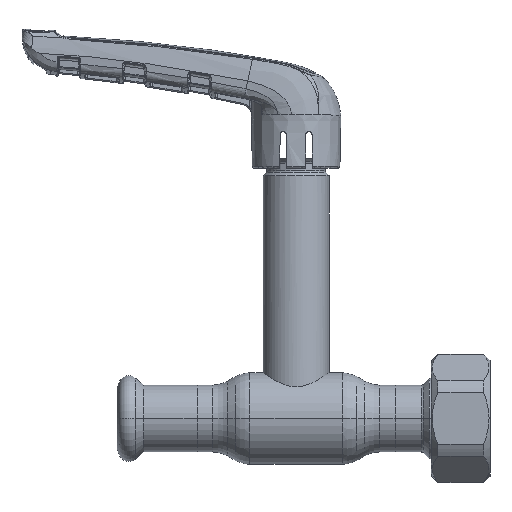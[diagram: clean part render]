
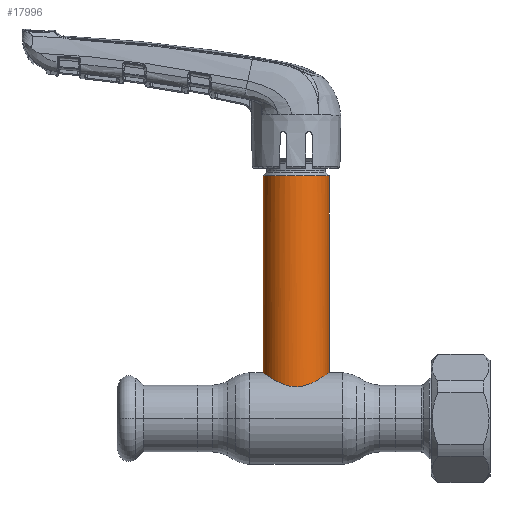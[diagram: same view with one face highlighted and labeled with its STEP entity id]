
A CAD part, top view. The second image highlights one B-rep face of the part: STEP entity #17996.
In plain terms, the highlighted cylindrical face has radius 9 mm (diameter 18 mm), a partial arc.
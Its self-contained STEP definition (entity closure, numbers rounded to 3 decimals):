
#171 = VERTEX_POINT ( 'NONE', #33954 ) ;
#2069 = DIRECTION ( 'NONE',  ( 0., -1., 0. ) ) ;
#2294 = CARTESIAN_POINT ( 'NONE',  ( 8.688, 12.277, 2.426 ) ) ;
#2710 = CARTESIAN_POINT ( 'NONE',  ( -7.101, 11.208, 5.56 ) ) ;
#2926 = CARTESIAN_POINT ( 'NONE',  ( 7.268, 11.316, 5.316 ) ) ;
#3135 = CARTESIAN_POINT ( 'NONE',  ( 0.617, 8.691, 8.984 ) ) ;
#3904 = LINE ( 'NONE', #55431, #29873 ) ;
#6584 = CARTESIAN_POINT ( 'NONE',  ( -9., 12.5, 0.621 ) ) ;
#7230 = VERTEX_POINT ( 'NONE', #19731 ) ;
#7412 = CARTESIAN_POINT ( 'NONE',  ( -8.156, 11.907, 3.816 ) ) ;
#7632 = CARTESIAN_POINT ( 'NONE',  ( 9., 12.5, 0.306 ) ) ;
#7837 = CARTESIAN_POINT ( 'NONE',  ( 8.874, 12.409, 1.533 ) ) ;
#8057 = CARTESIAN_POINT ( 'NONE',  ( 4.551, 9.793, 7.77 ) ) ;
#11268 = CARTESIAN_POINT ( 'NONE',  ( 9., 12.5, 0. ) ) ;
#12121 = CARTESIAN_POINT ( 'NONE',  ( -2.114, 8.924, 8.753 ) ) ;
#12743 = CARTESIAN_POINT ( 'NONE',  ( -8.676, 12.268, 2.414 ) ) ;
#12947 = CARTESIAN_POINT ( 'NONE',  ( 9., 12.5, 0. ) ) ;
#17272 = ORIENTED_EDGE ( 'NONE', *, *, #24899, .T. ) ;
#17447 = CARTESIAN_POINT ( 'NONE',  ( -4.549, 9.787, 7.786 ) ) ;
#17474 = DIRECTION ( 'NONE',  ( 0., -1., 0. ) ) ;
#17656 = CARTESIAN_POINT ( 'NONE',  ( -1.224, 8.755, 8.922 ) ) ;
#17710 = FACE_OUTER_BOUND ( 'NONE', #31184, .T. ) ;
#17867 = CARTESIAN_POINT ( 'NONE',  ( 6.731, 10.979, 5.981 ) ) ;
#17996 = ADVANCED_FACE ( 'NONE', ( #17710 ), #29151, .T. ) ;
#18095 = CARTESIAN_POINT ( 'NONE',  ( 9., 0., 0. ) ) ;
#19321 = DIRECTION ( 'NONE',  ( 0., -1., 0. ) ) ;
#19714 = ORIENTED_EDGE ( 'NONE', *, *, #43921, .T. ) ;
#19731 = CARTESIAN_POINT ( 'NONE',  ( -9., 12.5, 0. ) ) ;
#21947 = CARTESIAN_POINT ( 'NONE',  ( 7.096, 11.206, 5.543 ) ) ;
#22161 = CARTESIAN_POINT ( 'NONE',  ( -4.05, 9.561, 8.058 ) ) ;
#22366 = CARTESIAN_POINT ( 'NONE',  ( 3.784, 9.461, 8.171 ) ) ;
#22581 = CARTESIAN_POINT ( 'NONE',  ( -8.027, 11.819, 4.08 ) ) ;
#23151 = ORIENTED_EDGE ( 'NONE', *, *, #59806, .T. ) ;
#24899 = EDGE_CURVE ( 'NONE', #171, #7230, #3904, .T. ) ;
#26855 = CARTESIAN_POINT ( 'NONE',  ( 8.921, 12.443, 1.229 ) ) ;
#27056 = CARTESIAN_POINT ( 'NONE',  ( 2.419, 8.987, 8.69 ) ) ;
#27272 = CARTESIAN_POINT ( 'NONE',  ( 5.496, 10.261, 7.15 ) ) ;
#27475 = CARTESIAN_POINT ( 'NONE',  ( -1.525, 8.803, 8.875 ) ) ;
#27680 = CARTESIAN_POINT ( 'NONE',  ( -8.752, 12.323, 2.119 ) ) ;
#29151 = CYLINDRICAL_SURFACE ( 'NONE', #36220, 9. ) ;
#29873 = VECTOR ( 'NONE', #2069, 1000. ) ;
#30830 = CARTESIAN_POINT ( 'NONE',  ( 9., 66.219, 0. ) ) ;
#31184 = EDGE_LOOP ( 'NONE', ( #60628, #19714, #17272, #23151 ) ) ;
#31412 = DIRECTION ( 'NONE',  ( -1., 0., 0. ) ) ;
#31748 = CARTESIAN_POINT ( 'NONE',  ( -0.301, 8.674, 9. ) ) ;
#31972 = CARTESIAN_POINT ( 'NONE',  ( 8.034, 11.823, 4.099 ) ) ;
#32180 = CARTESIAN_POINT ( 'NONE',  ( -2.97, 9.165, 8.501 ) ) ;
#32371 = CARTESIAN_POINT ( 'NONE',  ( 4.046, 9.569, 8.044 ) ) ;
#33954 = CARTESIAN_POINT ( 'NONE',  ( -9., 66.219, 0. ) ) ;
#35355 = CARTESIAN_POINT ( 'NONE',  ( -9., 12.5, 0. ) ) ;
#36220 = AXIS2_PLACEMENT_3D ( 'NONE', #59964, #59347, #31412 ) ;
#36619 = CARTESIAN_POINT ( 'NONE',  ( -5.93, 10.503, 6.793 ) ) ;
#36838 = CARTESIAN_POINT ( 'NONE',  ( 5.931, 10.503, 6.794 ) ) ;
#37050 = CARTESIAN_POINT ( 'NONE',  ( 0.312, 8.675, 9. ) ) ;
#37267 = CARTESIAN_POINT ( 'NONE',  ( 8.506, 12.148, 3. ) ) ;
#37272 = VECTOR ( 'NONE', #17474, 1000. ) ;
#39453 = EDGE_CURVE ( 'NONE', #58673, #53119, #50246, .T. ) ;
#41361 = CARTESIAN_POINT ( 'NONE',  ( -3.248, 9.26, 8.398 ) ) ;
#41769 = CARTESIAN_POINT ( 'NONE',  ( -5.487, 10.257, 7.156 ) ) ;
#42204 = CARTESIAN_POINT ( 'NONE',  ( 8.984, 12.489, 0.613 ) ) ;
#43921 = EDGE_CURVE ( 'NONE', #58673, #171, #58672, .T. ) ;
#46207 = CARTESIAN_POINT ( 'NONE',  ( -0.611, 8.691, 8.985 ) ) ;
#46434 = CARTESIAN_POINT ( 'NONE',  ( -8.389, 12.068, 3.272 ) ) ;
#46644 = CARTESIAN_POINT ( 'NONE',  ( 1.53, 8.804, 8.874 ) ) ;
#46860 = CARTESIAN_POINT ( 'NONE',  ( -8.936, 12.454, 1.228 ) ) ;
#48524 = CARTESIAN_POINT ( 'NONE',  ( 0., 66.219, 0. ) ) ;
#50246 = LINE ( 'NONE', #18095, #37272 ) ;
#51576 = CARTESIAN_POINT ( 'NONE',  ( -7.592, 11.527, 4.842 ) ) ;
#51781 = CARTESIAN_POINT ( 'NONE',  ( -8.494, 12.14, 2.992 ) ) ;
#53119 = VERTEX_POINT ( 'NONE', #11268 ) ;
#53442 = DIRECTION ( 'NONE',  ( -1., 0., 0. ) ) ;
#55431 = CARTESIAN_POINT ( 'NONE',  ( -9., 0., 0. ) ) ;
#56071 = CARTESIAN_POINT ( 'NONE',  ( -6.736, 10.978, 5.996 ) ) ;
#56171 = B_SPLINE_CURVE_WITH_KNOTS ( 'NONE', 3,
 ( #35355, #6584, #46860, #27680, #12743, #51781, #46434, #7412, #22581, #61533, #51576, #2710, #56071, #36619, #41769, #17447, #22161, #41361, #32180, #56286, #12121, #27475, #17656, #46207, #31748, #37050, #3135, #61736, #46644, #27056, #61125, #22366, #32371, #8057, #56490, #27272, #36838, #61328, #17867, #21947, #2926, #56701, #31972, #37267, #2294, #7837, #26855, #42204, #7632, #12947 ),
 .UNSPECIFIED., .F., .F.,
 ( 4, 2, 2, 2, 2, 2, 2, 2, 2, 2, 2, 2, 2, 2, 2, 2, 2, 2, 2, 2, 2, 2, 2, 2, 4 ),
 ( 0., 0.002, 0.003, 0.004, 0.005, 0.006, 0.007, 0.009, 0.011, 0.012, 0.013, 0.014, 0.015, 0.016, 0.017, 0.018, 0.019, 0.02, 0.022, 0.023, 0.024, 0.026, 0.028, 0.028, 0.029 ),
 .UNSPECIFIED. ) ;
#56286 = CARTESIAN_POINT ( 'NONE',  ( -2.403, 8.997, 8.678 ) ) ;
#56490 = CARTESIAN_POINT ( 'NONE',  ( 4.793, 9.909, 7.623 ) ) ;
#56701 = CARTESIAN_POINT ( 'NONE',  ( 7.753, 11.632, 4.607 ) ) ;
#58479 = AXIS2_PLACEMENT_3D ( 'NONE', #48524, #19321, #53442 ) ;
#58672 = CIRCLE ( 'NONE', #58479, 9. ) ;
#58673 = VERTEX_POINT ( 'NONE', #30830 ) ;
#59347 = DIRECTION ( 'NONE',  ( 0., -1., 0. ) ) ;
#59806 = EDGE_CURVE ( 'NONE', #7230, #53119, #56171, .T. ) ;
#59964 = CARTESIAN_POINT ( 'NONE',  ( 0., 0., 0. ) ) ;
#60628 = ORIENTED_EDGE ( 'NONE', *, *, #39453, .F. ) ;
#61125 = CARTESIAN_POINT ( 'NONE',  ( 2.98, 9.159, 8.512 ) ) ;
#61328 = CARTESIAN_POINT ( 'NONE',  ( 6.537, 10.861, 6.192 ) ) ;
#61533 = CARTESIAN_POINT ( 'NONE',  ( -7.746, 11.629, 4.592 ) ) ;
#61736 = CARTESIAN_POINT ( 'NONE',  ( 1.225, 8.756, 8.921 ) ) ;
